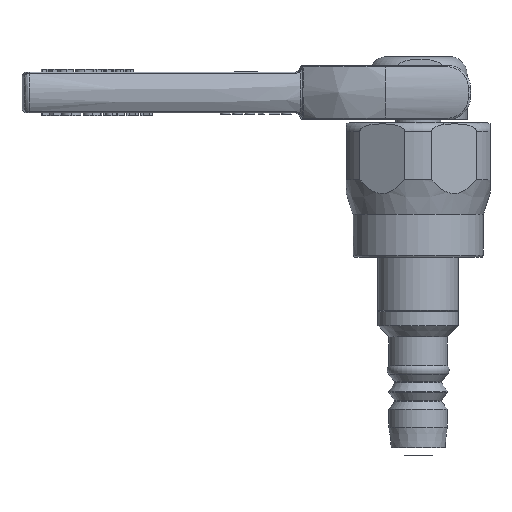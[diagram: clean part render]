
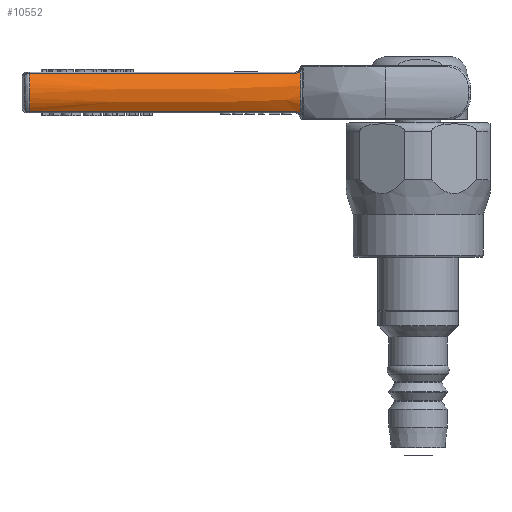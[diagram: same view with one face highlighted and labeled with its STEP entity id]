
A CAD part, left-side view. The second image highlights one B-rep face of the part: STEP entity #10552.
In plain terms, the highlighted free-form (B-spline) face has degree [3, 3] with [6, 4] control points.
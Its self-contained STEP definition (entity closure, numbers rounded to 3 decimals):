
#54=B_SPLINE_SURFACE_WITH_KNOTS('',3,3,((#16226,#16227,#16228,#16229),(#16230,
#16231,#16232,#16233),(#16234,#16235,#16236,#16237),(#16238,#16239,#16240,
#16241),(#16242,#16243,#16244,#16245),(#16246,#16247,#16248,#16249)),
 .UNSPECIFIED.,.F.,.F.,.F.,(4,1,1,4),(4,4),(-0.011,0.281,
0.573,1.011),(0.016,0.992),
 .UNSPECIFIED.);
#809=FACE_OUTER_BOUND('',#1423,.T.);
#1423=EDGE_LOOP('',(#7513,#7514,#7515,#7516,#7517,#7518));
#2268=B_SPLINE_CURVE_WITH_KNOTS('',3,(#15775,#15776,#15777,#15778),
 .UNSPECIFIED.,.F.,.F.,(4,4),(-0.106,0.),.UNSPECIFIED.);
#2276=B_SPLINE_CURVE_WITH_KNOTS('',3,(#15891,#15892,#15893,#15894,#15895,
#15896),.UNSPECIFIED.,.F.,.F.,(4,1,1,4),(0.236,0.675,
1.049,1.301),.UNSPECIFIED.);
#2279=B_SPLINE_CURVE_WITH_KNOTS('',3,(#15956,#15957,#15958,#15959),
 .UNSPECIFIED.,.F.,.F.,(4,4),(-0.106,0.),.UNSPECIFIED.);
#2296=B_SPLINE_CURVE_WITH_KNOTS('',3,(#16222,#16223,#16224,#16225),
 .UNSPECIFIED.,.F.,.F.,(4,4),(-6.053,-0.102),
 .UNSPECIFIED.);
#2297=B_SPLINE_CURVE_WITH_KNOTS('',3,(#16251,#16252,#16253,#16254,#16255),
 .UNSPECIFIED.,.F.,.F.,(4,1,4),(-0.855,-0.403,-0.064),
 .UNSPECIFIED.);
#2298=B_SPLINE_CURVE_WITH_KNOTS('',3,(#16256,#16257,#16258,#16259),
 .UNSPECIFIED.,.F.,.F.,(4,4),(-5.951,0.),
 .UNSPECIFIED.);
#4411=VERTEX_POINT('',#15750);
#4412=VERTEX_POINT('',#15773);
#4418=VERTEX_POINT('',#15881);
#4422=VERTEX_POINT('',#15947);
#4443=VERTEX_POINT('',#16216);
#4444=VERTEX_POINT('',#16250);
#5538=EDGE_CURVE('',#4412,#4411,#2268,.T.);
#5548=EDGE_CURVE('',#4411,#4418,#2276,.T.);
#5558=EDGE_CURVE('',#4418,#4422,#2279,.T.);
#5590=EDGE_CURVE('',#4422,#4443,#2296,.T.);
#5591=EDGE_CURVE('',#4443,#4444,#2297,.T.);
#5592=EDGE_CURVE('',#4444,#4412,#2298,.T.);
#7513=ORIENTED_EDGE('',*,*,#5591,.F.);
#7514=ORIENTED_EDGE('',*,*,#5590,.F.);
#7515=ORIENTED_EDGE('',*,*,#5558,.F.);
#7516=ORIENTED_EDGE('',*,*,#5548,.F.);
#7517=ORIENTED_EDGE('',*,*,#5538,.F.);
#7518=ORIENTED_EDGE('',*,*,#5592,.F.);
#10552=ADVANCED_FACE('',(#809),#54,.F.);
#15750=CARTESIAN_POINT('',(-5.193,26.272,68.123));
#15773=CARTESIAN_POINT('',(-5.496,27.239,67.846));
#15775=CARTESIAN_POINT('Ctrl Pts',(-5.496,27.239,67.846));
#15776=CARTESIAN_POINT('Ctrl Pts',(-5.469,26.887,67.846));
#15777=CARTESIAN_POINT('Ctrl Pts',(-5.362,26.544,67.953));
#15778=CARTESIAN_POINT('Ctrl Pts',(-5.193,26.272,68.123));
#15881=CARTESIAN_POINT('',(-5.193,26.272,58.953));
#15891=CARTESIAN_POINT('Ctrl Pts',(-5.19,26.272,68.121));
#15892=CARTESIAN_POINT('Ctrl Pts',(-6.083,26.227,67.08));
#15893=CARTESIAN_POINT('Ctrl Pts',(-7.173,26.171,64.659));
#15894=CARTESIAN_POINT('Ctrl Pts',(-6.738,26.193,61.248));
#15895=CARTESIAN_POINT('Ctrl Pts',(-5.706,26.246,59.55));
#15896=CARTESIAN_POINT('Ctrl Pts',(-5.192,26.272,58.954));
#15947=CARTESIAN_POINT('',(-5.496,27.239,59.23));
#15956=CARTESIAN_POINT('Ctrl Pts',(-5.193,26.272,58.953));
#15957=CARTESIAN_POINT('Ctrl Pts',(-5.361,26.543,59.123));
#15958=CARTESIAN_POINT('Ctrl Pts',(-5.469,26.888,59.23));
#15959=CARTESIAN_POINT('Ctrl Pts',(-5.496,27.239,59.23));
#16216=CARTESIAN_POINT('',(-10.067,86.571,59.23));
#16222=CARTESIAN_POINT('Ctrl Pts',(-5.496,27.239,59.23));
#16223=CARTESIAN_POINT('Ctrl Pts',(-7.02,47.016,59.23));
#16224=CARTESIAN_POINT('Ctrl Pts',(-8.544,66.793,59.23));
#16225=CARTESIAN_POINT('Ctrl Pts',(-10.067,86.571,59.23));
#16226=CARTESIAN_POINT('Ctrl Pts',(-9.84,86.583,58.953));
#16227=CARTESIAN_POINT('Ctrl Pts',(-8.291,66.479,58.953));
#16228=CARTESIAN_POINT('Ctrl Pts',(-6.742,46.376,58.953));
#16229=CARTESIAN_POINT('Ctrl Pts',(-5.193,26.272,58.953));
#16230=CARTESIAN_POINT('Ctrl Pts',(-10.462,86.55,59.672));
#16231=CARTESIAN_POINT('Ctrl Pts',(-8.914,66.446,59.672));
#16232=CARTESIAN_POINT('Ctrl Pts',(-7.365,46.343,59.672));
#16233=CARTESIAN_POINT('Ctrl Pts',(-5.816,26.239,59.672));
#16234=CARTESIAN_POINT('Ctrl Pts',(-11.408,86.5,61.368));
#16235=CARTESIAN_POINT('Ctrl Pts',(-9.859,66.396,61.368));
#16236=CARTESIAN_POINT('Ctrl Pts',(-8.31,46.293,61.368));
#16237=CARTESIAN_POINT('Ctrl Pts',(-6.761,26.189,61.368));
#16238=CARTESIAN_POINT('Ctrl Pts',(-11.758,86.482,64.755));
#16239=CARTESIAN_POINT('Ctrl Pts',(-10.209,66.378,64.755));
#16240=CARTESIAN_POINT('Ctrl Pts',(-8.66,46.274,64.755));
#16241=CARTESIAN_POINT('Ctrl Pts',(-7.111,26.171,64.755));
#16242=CARTESIAN_POINT('Ctrl Pts',(-10.774,86.534,67.044));
#16243=CARTESIAN_POINT('Ctrl Pts',(-9.225,66.43,67.044));
#16244=CARTESIAN_POINT('Ctrl Pts',(-7.676,46.326,67.044));
#16245=CARTESIAN_POINT('Ctrl Pts',(-6.127,26.223,67.044));
#16246=CARTESIAN_POINT('Ctrl Pts',(-9.84,86.583,68.123));
#16247=CARTESIAN_POINT('Ctrl Pts',(-8.291,66.479,68.123));
#16248=CARTESIAN_POINT('Ctrl Pts',(-6.742,46.376,68.123));
#16249=CARTESIAN_POINT('Ctrl Pts',(-5.193,26.272,68.123));
#16250=CARTESIAN_POINT('',(-10.067,86.571,67.846));
#16251=CARTESIAN_POINT('Ctrl Pts',(-10.067,86.571,59.23));
#16252=CARTESIAN_POINT('Ctrl Pts',(-11.154,86.51,60.625));
#16253=CARTESIAN_POINT('Ctrl Pts',(-12.075,86.458,63.8));
#16254=CARTESIAN_POINT('Ctrl Pts',(-10.883,86.525,66.8));
#16255=CARTESIAN_POINT('Ctrl Pts',(-10.067,86.571,67.846));
#16256=CARTESIAN_POINT('Ctrl Pts',(-10.067,86.571,67.846));
#16257=CARTESIAN_POINT('Ctrl Pts',(-8.544,66.793,67.846));
#16258=CARTESIAN_POINT('Ctrl Pts',(-7.02,47.016,67.846));
#16259=CARTESIAN_POINT('Ctrl Pts',(-5.496,27.239,67.846));
